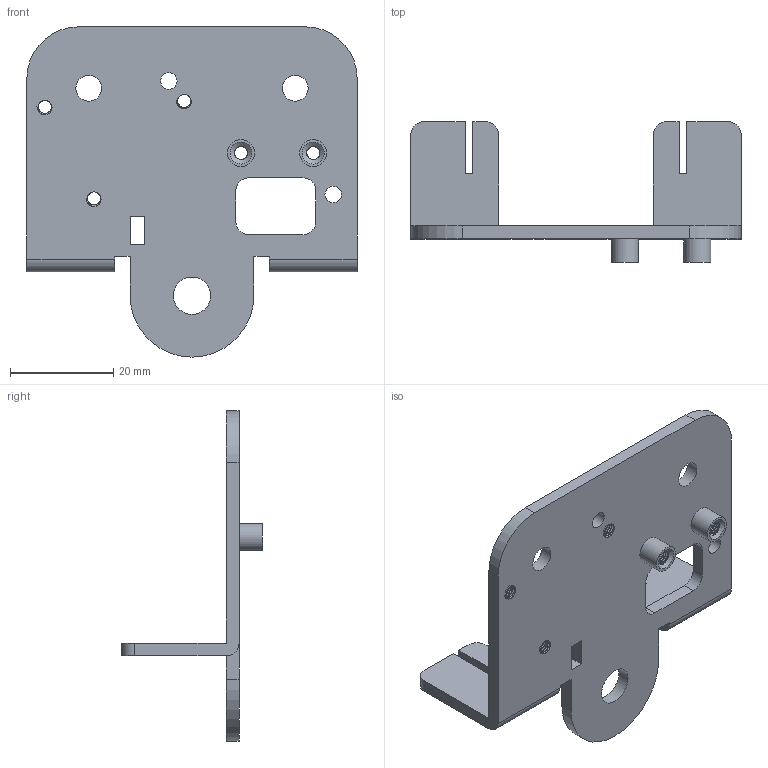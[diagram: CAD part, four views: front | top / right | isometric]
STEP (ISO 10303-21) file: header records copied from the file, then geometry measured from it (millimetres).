
FILE_DESCRIPTION(/* description */ (''),/* implementation_level */ '2;1');
FILE_NAME(/* name */ 'ender 3_3pro_3v2_CR10 - X gantry.step',/* time_stamp */ '2022-01-20T12:26:14-07:00',/* author */ (''),/* organization */ (''),/* preprocessor_version */ 'ST-DEVELOPER v18.1',/* originating_system */ 'Autodesk Translation Framework v10.10.0.1391',/* authorisation */ '');
FILE_SCHEMA (('AUTOMOTIVE_DESIGN { 1 0 10303 214 3 1 1 }'));
Length unit declared in the file: millimetre
Products named in the file (1): (Unsaved)
Bounding box: 64 x 27.25 x 64 mm (x, y, z)
Volume: 9239.7 mm3; surface area: 8986.4 mm2
Topology: 1 solids, 1 shells, 161 faces, 467 edges, 310 vertices
Faces by surface type: cylinder 112, plane 37, bspline 10, cone 2
Full cylindrical faces by diameter (mm): 2.529 x17, 3.086 x11, 3.2 x2, 5 x2, 5.25 x2, 7.25 x1
Entity records: 11268 total; most frequent: CARTESIAN_POINT 7303, ORIENTED_EDGE 934, DIRECTION 637, EDGE_CURVE 467, VERTEX_POINT 310, AXIS2_PLACEMENT_3D 220, B_SPLINE_CURVE_WITH_KNOTS 202, LINE 197
